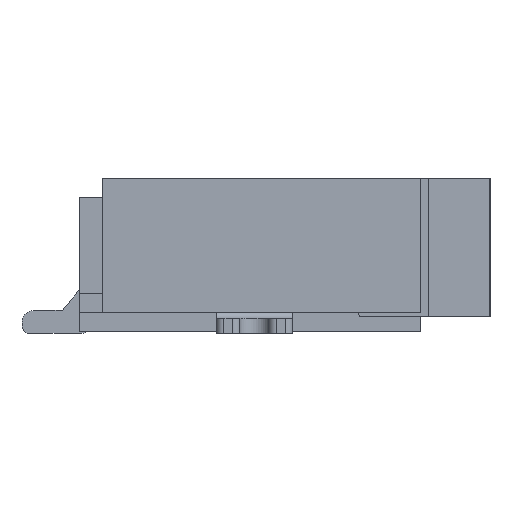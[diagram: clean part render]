
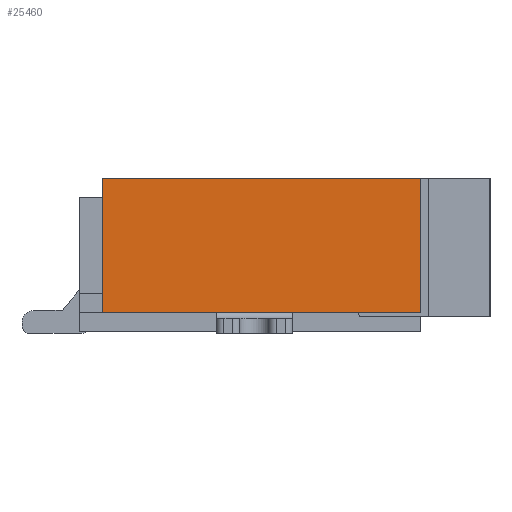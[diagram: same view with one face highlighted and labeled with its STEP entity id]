
A CAD part, left-side view. The second image highlights one B-rep face of the part: STEP entity #25460.
In plain terms, the highlighted planar face has unit normal (-1, 0, 0).
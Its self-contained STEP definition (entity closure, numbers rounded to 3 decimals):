
#168 = EDGE_CURVE ( 'NONE', #37249, #2608, #60690, .T. ) ;
#2608 = VERTEX_POINT ( 'NONE', #16087 ) ;
#15913 = VECTOR ( 'NONE', #44568, 1000. ) ;
#16087 = CARTESIAN_POINT ( 'NONE',  ( -12.2, 1.95, 1. ) ) ;
#24154 = CARTESIAN_POINT ( 'NONE',  ( -12.2, -2.2, -1. ) ) ;
#25460 = ADVANCED_FACE ( 'NONE', ( #27826 ), #26423, .T. ) ;
#26423 = PLANE ( 'NONE',  #48264 ) ;
#27180 = DIRECTION ( 'NONE',  ( 0., 1., 0. ) ) ;
#27826 = FACE_OUTER_BOUND ( 'NONE', #53831, .T. ) ;
#33410 = EDGE_CURVE ( 'NONE', #62437, #37249, #74659, .T. ) ;
#37249 = VERTEX_POINT ( 'NONE', #83041 ) ;
#38959 = ORIENTED_EDGE ( 'NONE', *, *, #33410, .T. ) ;
#40571 = ORIENTED_EDGE ( 'NONE', *, *, #168, .T. ) ;
#40877 = CARTESIAN_POINT ( 'NONE',  ( -12.2, -2.2, 1. ) ) ;
#44568 = DIRECTION ( 'NONE',  ( 0., 0., 1. ) ) ;
#47593 = LINE ( 'NONE', #62673, #57151 ) ;
#48209 = DIRECTION ( 'NONE',  ( -1., 0., 0. ) ) ;
#48264 = AXIS2_PLACEMENT_3D ( 'NONE', #92626, #48209, #55249 ) ;
#48864 = VECTOR ( 'NONE', #82415, 1000. ) ;
#53831 = EDGE_LOOP ( 'NONE', ( #40571, #63553, #69267, #38959 ) ) ;
#55249 = DIRECTION ( 'NONE',  ( 0., 0., 1. ) ) ;
#57151 = VECTOR ( 'NONE', #27180, 1000. ) ;
#60690 = LINE ( 'NONE', #40877, #48864 ) ;
#62437 = VERTEX_POINT ( 'NONE', #62767 ) ;
#62673 = CARTESIAN_POINT ( 'NONE',  ( -12.2, 0., -0.75 ) ) ;
#62767 = CARTESIAN_POINT ( 'NONE',  ( -12.2, -2.2, -0.75 ) ) ;
#62780 = CARTESIAN_POINT ( 'NONE',  ( -12.2, 1.95, -0.75 ) ) ;
#63553 = ORIENTED_EDGE ( 'NONE', *, *, #90010, .F. ) ;
#69267 = ORIENTED_EDGE ( 'NONE', *, *, #80191, .F. ) ;
#74659 = LINE ( 'NONE', #24154, #15913 ) ;
#74711 = CARTESIAN_POINT ( 'NONE',  ( -12.2, 1.95, -0.75 ) ) ;
#75114 = VECTOR ( 'NONE', #91643, 1000. ) ;
#80191 = EDGE_CURVE ( 'NONE', #62437, #91483, #47593, .T. ) ;
#82415 = DIRECTION ( 'NONE',  ( 0., 1., 0. ) ) ;
#83041 = CARTESIAN_POINT ( 'NONE',  ( -12.2, -2.2, 1. ) ) ;
#84983 = LINE ( 'NONE', #62780, #75114 ) ;
#90010 = EDGE_CURVE ( 'NONE', #91483, #2608, #84983, .T. ) ;
#91483 = VERTEX_POINT ( 'NONE', #74711 ) ;
#91643 = DIRECTION ( 'NONE',  ( 0., 0., 1. ) ) ;
#92626 = CARTESIAN_POINT ( 'NONE',  ( -12.2, 0., 0. ) ) ;
